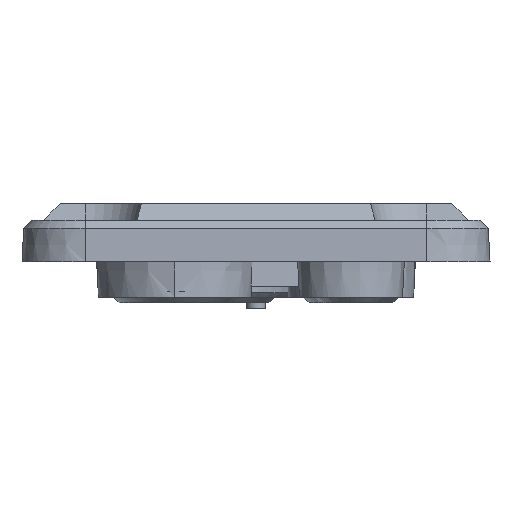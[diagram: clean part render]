
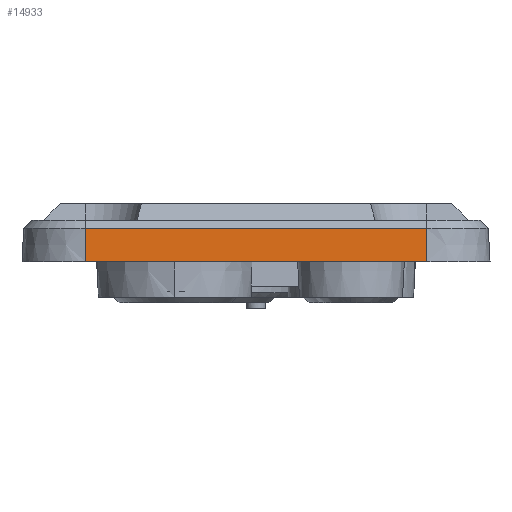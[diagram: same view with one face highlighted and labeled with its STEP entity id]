
A CAD part, left-side view. The second image highlights one B-rep face of the part: STEP entity #14933.
In plain terms, the highlighted planar face has unit normal (-0.999, 0, 0.052).
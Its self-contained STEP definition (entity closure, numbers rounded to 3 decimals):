
#530 = VERTEX_POINT ( 'NONE', #12049 ) ;
#596 = ORIENTED_EDGE ( 'NONE', *, *, #7200, .T. ) ;
#1227 = ORIENTED_EDGE ( 'NONE', *, *, #2556, .T. ) ;
#1376 = DIRECTION ( 'NONE',  ( -0.999, 0., 0.052 ) ) ;
#2121 = FACE_OUTER_BOUND ( 'NONE', #2688, .T. ) ;
#2133 = LINE ( 'NONE', #3598, #11891 ) ;
#2513 = EDGE_CURVE ( 'NONE', #14826, #9905, #10617, .T. ) ;
#2556 = EDGE_CURVE ( 'NONE', #13046, #530, #2133, .T. ) ;
#2688 = EDGE_LOOP ( 'NONE', ( #596, #8487, #3717, #1227 ) ) ;
#2852 = DIRECTION ( 'NONE',  ( 0., 1., 0. ) ) ;
#3366 = EDGE_CURVE ( 'NONE', #14826, #13046, #8607, .T. ) ;
#3399 = LINE ( 'NONE', #7822, #4112 ) ;
#3598 = CARTESIAN_POINT ( 'NONE',  ( -108., 31., -1. ) ) ;
#3698 = CARTESIAN_POINT ( 'NONE',  ( -108., -31., -1. ) ) ;
#3717 = ORIENTED_EDGE ( 'NONE', *, *, #3366, .T. ) ;
#4112 = VECTOR ( 'NONE', #9095, 1000. ) ;
#5860 = PLANE ( 'NONE',  #13290 ) ;
#5912 = DIRECTION ( 'NONE',  ( -0.052, 0., -0.999 ) ) ;
#6225 = CARTESIAN_POINT ( 'NONE',  ( -107.686, 31., 5. ) ) ;
#6804 = VECTOR ( 'NONE', #2852, 1000. ) ;
#7200 = EDGE_CURVE ( 'NONE', #530, #9905, #3399, .T. ) ;
#7463 = CARTESIAN_POINT ( 'NONE',  ( -108., -31., -1. ) ) ;
#7822 = CARTESIAN_POINT ( 'NONE',  ( -108., -31., -1. ) ) ;
#8111 = DIRECTION ( 'NONE',  ( -0.052, 0., -0.999 ) ) ;
#8487 = ORIENTED_EDGE ( 'NONE', *, *, #2513, .F. ) ;
#8607 = LINE ( 'NONE', #6225, #6804 ) ;
#9095 = DIRECTION ( 'NONE',  ( 0., -1., 0. ) ) ;
#9529 = VECTOR ( 'NONE', #5912, 1000. ) ;
#9905 = VERTEX_POINT ( 'NONE', #7463 ) ;
#10617 = LINE ( 'NONE', #11757, #9529 ) ;
#11120 = CARTESIAN_POINT ( 'NONE',  ( -107.686, 31., 5. ) ) ;
#11710 = DIRECTION ( 'NONE',  ( 0.052, 0., 0.999 ) ) ;
#11757 = CARTESIAN_POINT ( 'NONE',  ( -108., -31., -1. ) ) ;
#11891 = VECTOR ( 'NONE', #8111, 1000. ) ;
#12049 = CARTESIAN_POINT ( 'NONE',  ( -108., 31., -1. ) ) ;
#12983 = CARTESIAN_POINT ( 'NONE',  ( -107.686, -31., 5. ) ) ;
#13046 = VERTEX_POINT ( 'NONE', #11120 ) ;
#13290 = AXIS2_PLACEMENT_3D ( 'NONE', #3698, #1376, #11710 ) ;
#14826 = VERTEX_POINT ( 'NONE', #12983 ) ;
#14933 = ADVANCED_FACE ( 'NONE', ( #2121 ), #5860, .T. ) ;
